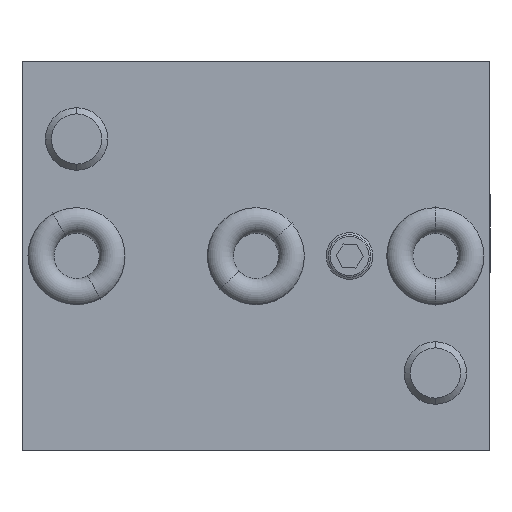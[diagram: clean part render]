
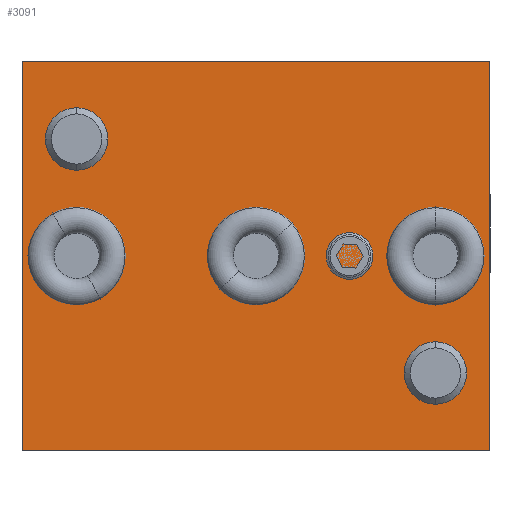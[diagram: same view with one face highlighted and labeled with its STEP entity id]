
A CAD part, front view. The second image highlights one B-rep face of the part: STEP entity #3091.
In plain terms, the highlighted planar face has unit normal (0, -1, 0).
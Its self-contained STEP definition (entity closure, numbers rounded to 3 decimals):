
#863 = DIRECTION ( 'NONE',  ( -1., 0., 0. ) ) ;
#864 = AXIS2_PLACEMENT_3D ( 'NONE', #4768, #7550, #7612 ) ;
#901 = AXIS2_PLACEMENT_3D ( 'NONE', #8417, #1721, #10963 ) ;
#1072 = CARTESIAN_POINT ( 'NONE',  ( 11.5, -15., -3.1 ) ) ;
#1375 = VERTEX_POINT ( 'NONE', #3061 ) ;
#1401 = VERTEX_POINT ( 'NONE', #15309 ) ;
#1502 = LINE ( 'NONE', #8517, #11036 ) ;
#1539 = CIRCLE ( 'NONE', #901, 3.1 ) ;
#1547 = EDGE_CURVE ( 'NONE', #8182, #7713, #10172, .T. ) ;
#1721 = DIRECTION ( 'NONE',  ( 0., -1., 0. ) ) ;
#1812 = ORIENTED_EDGE ( 'NONE', *, *, #8346, .F. ) ;
#1831 = CARTESIAN_POINT ( 'NONE',  ( -15., -15., -12.5 ) ) ;
#1884 = DIRECTION ( 'NONE',  ( 0., 0., 1. ) ) ;
#1950 = EDGE_CURVE ( 'NONE', #1401, #9198, #1502, .T. ) ;
#1997 = EDGE_LOOP ( 'NONE', ( #1812, #12187 ) ) ;
#2129 = CARTESIAN_POINT ( 'NONE',  ( 11.5, -15., 0. ) ) ;
#2342 = VERTEX_POINT ( 'NONE', #8201 ) ;
#2365 = AXIS2_PLACEMENT_3D ( 'NONE', #2766, #4476, #3124 ) ;
#2485 = LINE ( 'NONE', #12133, #6721 ) ;
#2540 = ORIENTED_EDGE ( 'NONE', *, *, #15920, .F. ) ;
#2578 = VERTEX_POINT ( 'NONE', #6241 ) ;
#2628 = EDGE_LOOP ( 'NONE', ( #5899, #6774 ) ) ;
#2766 = CARTESIAN_POINT ( 'NONE',  ( 0., -15., 0. ) ) ;
#3061 = CARTESIAN_POINT ( 'NONE',  ( -11.5, -15., -3.1 ) ) ;
#3091 = ADVANCED_FACE ( 'NONE', ( #11162, #7359, #5235, #7984 ), #16876, .T. ) ;
#3124 = DIRECTION ( 'NONE',  ( 0., 0., -1. ) ) ;
#3621 = DIRECTION ( 'NONE',  ( 0., 0., -1. ) ) ;
#3685 = ORIENTED_EDGE ( 'NONE', *, *, #13328, .F. ) ;
#4476 = DIRECTION ( 'NONE',  ( 0., -1., 0. ) ) ;
#4644 = DIRECTION ( 'NONE',  ( 0., 0., -1. ) ) ;
#4768 = CARTESIAN_POINT ( 'NONE',  ( 11.5, -15., 0. ) ) ;
#5235 = FACE_BOUND ( 'NONE', #2628, .T. ) ;
#5511 = CARTESIAN_POINT ( 'NONE',  ( -11.5, -15., 3.1 ) ) ;
#5571 = DIRECTION ( 'NONE',  ( 1., 0., 0. ) ) ;
#5884 = DIRECTION ( 'NONE',  ( 0., 0., -1. ) ) ;
#5899 = ORIENTED_EDGE ( 'NONE', *, *, #9316, .F. ) ;
#6111 = DIRECTION ( 'NONE',  ( 0., 0., -1. ) ) ;
#6241 = CARTESIAN_POINT ( 'NONE',  ( 0., -15., -3.1 ) ) ;
#6721 = VECTOR ( 'NONE', #5571, 1000. ) ;
#6774 = ORIENTED_EDGE ( 'NONE', *, *, #11897, .F. ) ;
#7282 = AXIS2_PLACEMENT_3D ( 'NONE', #7408, #7349, #6111 ) ;
#7294 = CARTESIAN_POINT ( 'NONE',  ( 15., -15., 12.5 ) ) ;
#7349 = DIRECTION ( 'NONE',  ( 0., -1., 0. ) ) ;
#7359 = FACE_BOUND ( 'NONE', #1997, .T. ) ;
#7408 = CARTESIAN_POINT ( 'NONE',  ( 0., -15., 0. ) ) ;
#7550 = DIRECTION ( 'NONE',  ( 0., -1., 0. ) ) ;
#7612 = DIRECTION ( 'NONE',  ( 0., 0., -1. ) ) ;
#7713 = VERTEX_POINT ( 'NONE', #13384 ) ;
#7984 = FACE_OUTER_BOUND ( 'NONE', #14328, .T. ) ;
#8111 = ORIENTED_EDGE ( 'NONE', *, *, #14553, .F. ) ;
#8148 = CIRCLE ( 'NONE', #2365, 3.1 ) ;
#8182 = VERTEX_POINT ( 'NONE', #1072 ) ;
#8201 = CARTESIAN_POINT ( 'NONE',  ( 0., -15., 3.1 ) ) ;
#8346 = EDGE_CURVE ( 'NONE', #2578, #2342, #8148, .T. ) ;
#8389 = CARTESIAN_POINT ( 'NONE',  ( 15., -15., 12.5 ) ) ;
#8417 = CARTESIAN_POINT ( 'NONE',  ( -11.5, -15., 0. ) ) ;
#8517 = CARTESIAN_POINT ( 'NONE',  ( -15., -15., 12.5 ) ) ;
#8782 = CARTESIAN_POINT ( 'NONE',  ( -11.5, -15., 0. ) ) ;
#9030 = DIRECTION ( 'NONE',  ( 0., 0., -1. ) ) ;
#9189 = EDGE_CURVE ( 'NONE', #2342, #2578, #9584, .T. ) ;
#9198 = VERTEX_POINT ( 'NONE', #14921 ) ;
#9316 = EDGE_CURVE ( 'NONE', #1375, #12208, #1539, .T. ) ;
#9584 = CIRCLE ( 'NONE', #16102, 3.1 ) ;
#9627 = EDGE_LOOP ( 'NONE', ( #14687, #8111 ) ) ;
#10172 = CIRCLE ( 'NONE', #10779, 3.1 ) ;
#10779 = AXIS2_PLACEMENT_3D ( 'NONE', #2129, #15965, #9030 ) ;
#10963 = DIRECTION ( 'NONE',  ( 0., 0., -1. ) ) ;
#11036 = VECTOR ( 'NONE', #1884, 1000. ) ;
#11162 = FACE_BOUND ( 'NONE', #9627, .T. ) ;
#11303 = VECTOR ( 'NONE', #5884, 1000. ) ;
#11897 = EDGE_CURVE ( 'NONE', #12208, #1375, #14816, .T. ) ;
#12010 = CARTESIAN_POINT ( 'NONE',  ( 15., -15., -12.5 ) ) ;
#12133 = CARTESIAN_POINT ( 'NONE',  ( -15., -15., 12.5 ) ) ;
#12187 = ORIENTED_EDGE ( 'NONE', *, *, #9189, .F. ) ;
#12208 = VERTEX_POINT ( 'NONE', #5511 ) ;
#12687 = ORIENTED_EDGE ( 'NONE', *, *, #1950, .F. ) ;
#13130 = CARTESIAN_POINT ( 'NONE',  ( 0., -15., 0. ) ) ;
#13328 = EDGE_CURVE ( 'NONE', #9198, #14368, #2485, .T. ) ;
#13384 = CARTESIAN_POINT ( 'NONE',  ( 11.5, -15., 3.1 ) ) ;
#14232 = DIRECTION ( 'NONE',  ( 0., -1., 0. ) ) ;
#14328 = EDGE_LOOP ( 'NONE', ( #15401, #3685, #12687, #2540 ) ) ;
#14368 = VERTEX_POINT ( 'NONE', #8389 ) ;
#14553 = EDGE_CURVE ( 'NONE', #7713, #8182, #15016, .T. ) ;
#14672 = AXIS2_PLACEMENT_3D ( 'NONE', #8782, #14232, #4644 ) ;
#14687 = ORIENTED_EDGE ( 'NONE', *, *, #1547, .F. ) ;
#14816 = CIRCLE ( 'NONE', #14672, 3.1 ) ;
#14909 = LINE ( 'NONE', #7294, #11303 ) ;
#14921 = CARTESIAN_POINT ( 'NONE',  ( -15., -15., 12.5 ) ) ;
#15016 = CIRCLE ( 'NONE', #864, 3.1 ) ;
#15309 = CARTESIAN_POINT ( 'NONE',  ( -15., -15., -12.5 ) ) ;
#15401 = ORIENTED_EDGE ( 'NONE', *, *, #16742, .F. ) ;
#15920 = EDGE_CURVE ( 'NONE', #17575, #1401, #16848, .T. ) ;
#15965 = DIRECTION ( 'NONE',  ( 0., -1., 0. ) ) ;
#16102 = AXIS2_PLACEMENT_3D ( 'NONE', #13130, #17533, #3621 ) ;
#16215 = VECTOR ( 'NONE', #863, 1000. ) ;
#16742 = EDGE_CURVE ( 'NONE', #14368, #17575, #14909, .T. ) ;
#16848 = LINE ( 'NONE', #1831, #16215 ) ;
#16876 = PLANE ( 'NONE',  #7282 ) ;
#17533 = DIRECTION ( 'NONE',  ( 0., -1., 0. ) ) ;
#17575 = VERTEX_POINT ( 'NONE', #12010 ) ;
